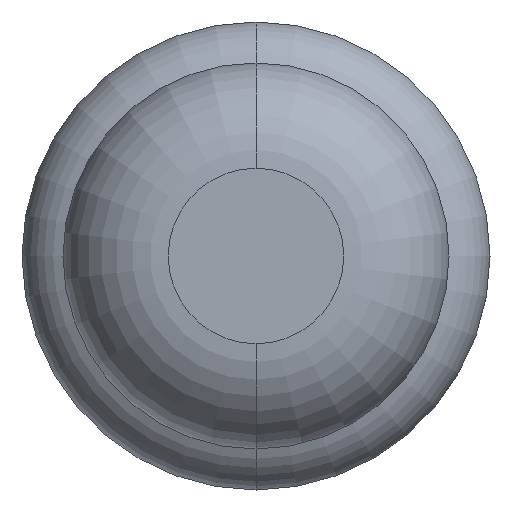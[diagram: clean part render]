
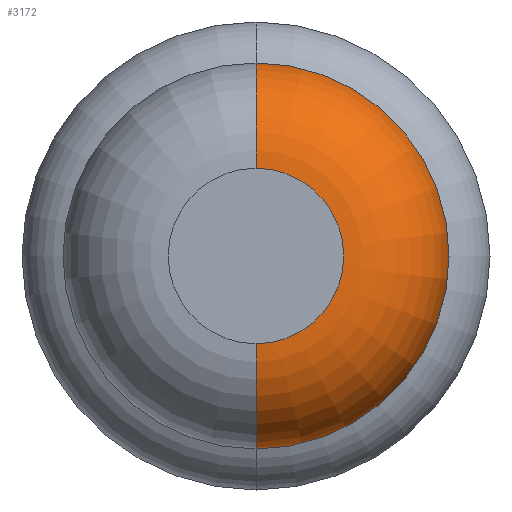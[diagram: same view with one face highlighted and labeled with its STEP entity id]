
A CAD part, front view. The second image highlights one B-rep face of the part: STEP entity #3172.
In plain terms, the highlighted toroidal (fillet/blend) face has major radius 0.375 mm and minor radius 0.45 mm.
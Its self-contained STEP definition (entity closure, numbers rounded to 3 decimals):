
#59 = CIRCLE ( 'NONE', #3526, 0.45 ) ;
#64 = CIRCLE ( 'NONE', #1298, 0.45 ) ;
#81 = AXIS2_PLACEMENT_3D ( 'NONE', #2019, #2577, #2868 ) ;
#290 = FACE_OUTER_BOUND ( 'NONE', #643, .T. ) ;
#374 = CIRCLE ( 'NONE', #1016, 0.375 ) ;
#541 = DIRECTION ( 'NONE',  ( 0., 0., -1. ) ) ;
#615 = ORIENTED_EDGE ( 'NONE', *, *, #2187, .T. ) ;
#643 = EDGE_LOOP ( 'NONE', ( #615, #3393, #1575, #2723 ) ) ;
#737 = DIRECTION ( 'NONE',  ( 0., 0., 1. ) ) ;
#823 = CARTESIAN_POINT ( 'NONE',  ( 0., -28.55, -0.375 ) ) ;
#934 = CARTESIAN_POINT ( 'NONE',  ( 0., -29., -0.375 ) ) ;
#1016 = AXIS2_PLACEMENT_3D ( 'NONE', #3190, #2922, #3205 ) ;
#1036 = VERTEX_POINT ( 'NONE', #2537 ) ;
#1051 = CARTESIAN_POINT ( 'NONE',  ( 0., -28.55, -0.825 ) ) ;
#1298 = AXIS2_PLACEMENT_3D ( 'NONE', #823, #2453, #541 ) ;
#1391 = VERTEX_POINT ( 'NONE', #934 ) ;
#1575 = ORIENTED_EDGE ( 'NONE', *, *, #2456, .F. ) ;
#1616 = VERTEX_POINT ( 'NONE', #1051 ) ;
#1812 = DIRECTION ( 'NONE',  ( -1., 0., 0. ) ) ;
#1996 = EDGE_CURVE ( 'NONE', #1391, #1616, #64, .T. ) ;
#2019 = CARTESIAN_POINT ( 'NONE',  ( 0., -28.55, 0. ) ) ;
#2110 = AXIS2_PLACEMENT_3D ( 'NONE', #2728, #2734, #2469 ) ;
#2187 = EDGE_CURVE ( 'Defeature ausgef�hrt1_2+Defeature ausgef�hrt1_1+Defeature ausgef�hrt1_1+Defeature ausgef�hrt1_1', #1036, #1391, #374, .T. ) ;
#2226 = CARTESIAN_POINT ( 'NONE',  ( 0., -28.55, 0.825 ) ) ;
#2370 = EDGE_CURVE ( 'NONE', #1036, #3082, #59, .T. ) ;
#2444 = TOROIDAL_SURFACE ( 'NONE', #81, 0.375, 0.45 ) ;
#2453 = DIRECTION ( 'NONE',  ( 1., 0., 0. ) ) ;
#2456 = EDGE_CURVE ( 'Defeature ausgef�hrt1_3+Defeature ausgef�hrt1_2+Defeature ausgef�hrt1_2+Defeature ausgef�hrt1_2', #3082, #1616, #3135, .T. ) ;
#2469 = DIRECTION ( 'NONE',  ( 0., 0., 1. ) ) ;
#2537 = CARTESIAN_POINT ( 'NONE',  ( 0., -29., 0.375 ) ) ;
#2577 = DIRECTION ( 'NONE',  ( 0., 1., 0. ) ) ;
#2723 = ORIENTED_EDGE ( 'NONE', *, *, #2370, .F. ) ;
#2728 = CARTESIAN_POINT ( 'NONE',  ( 0., -28.55, 0. ) ) ;
#2734 = DIRECTION ( 'NONE',  ( 0., 1., 0. ) ) ;
#2868 = DIRECTION ( 'NONE',  ( 0., 0., 1. ) ) ;
#2922 = DIRECTION ( 'NONE',  ( 0., 1., 0. ) ) ;
#3082 = VERTEX_POINT ( 'NONE', #2226 ) ;
#3135 = CIRCLE ( 'NONE', #2110, 0.825 ) ;
#3172 = ADVANCED_FACE ( 'Defeature ausgef�hrt1_2', ( #290 ), #2444, .T. ) ;
#3190 = CARTESIAN_POINT ( 'NONE',  ( 0., -29., 0. ) ) ;
#3205 = DIRECTION ( 'NONE',  ( 0., 0., 1. ) ) ;
#3244 = CARTESIAN_POINT ( 'NONE',  ( 0., -28.55, 0.375 ) ) ;
#3393 = ORIENTED_EDGE ( 'NONE', *, *, #1996, .T. ) ;
#3526 = AXIS2_PLACEMENT_3D ( 'NONE', #3244, #1812, #737 ) ;
